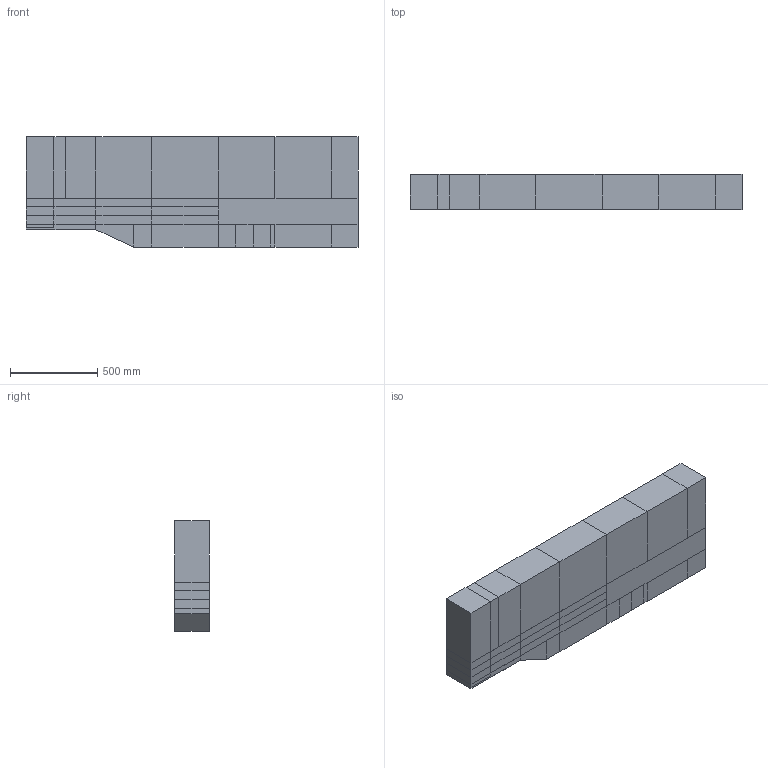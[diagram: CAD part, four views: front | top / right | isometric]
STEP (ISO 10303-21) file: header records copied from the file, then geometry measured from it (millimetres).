
FILE_DESCRIPTION((' '),'1');
FILE_NAME('marche_GDR_25d.step','2014-02-14 T14:37:58',(' '),(' '),'HyperWorksVersion-12.0.112-HWDesktop','3D_Kernel_IO2013 by CT CoreTechnologie',' ');
FILE_SCHEMA(('AUTOMOTIVE_DESIGN'));
Length unit declared in the file: millimetre
Products named in the file (1): marche_GDR_25d
Bounding box: 1900 x 200 x 630.5 mm (x, y, z)
Surface area: 6582142.2 mm2
Topology: 2 solids, 4 shells, 176 faces, 407 edges, 237 vertices
Faces by surface type: bspline 176
Entity records: 6280 total; most frequent: CARTESIAN_POINT 1437, ORIENTED_EDGE 814, DIRECTION 413, VECTOR 411, LINE 411, EDGE_CURVE 411, VERTEX_POINT 241, B_SPLINE_SURFACE_WITH_KNOTS 176
